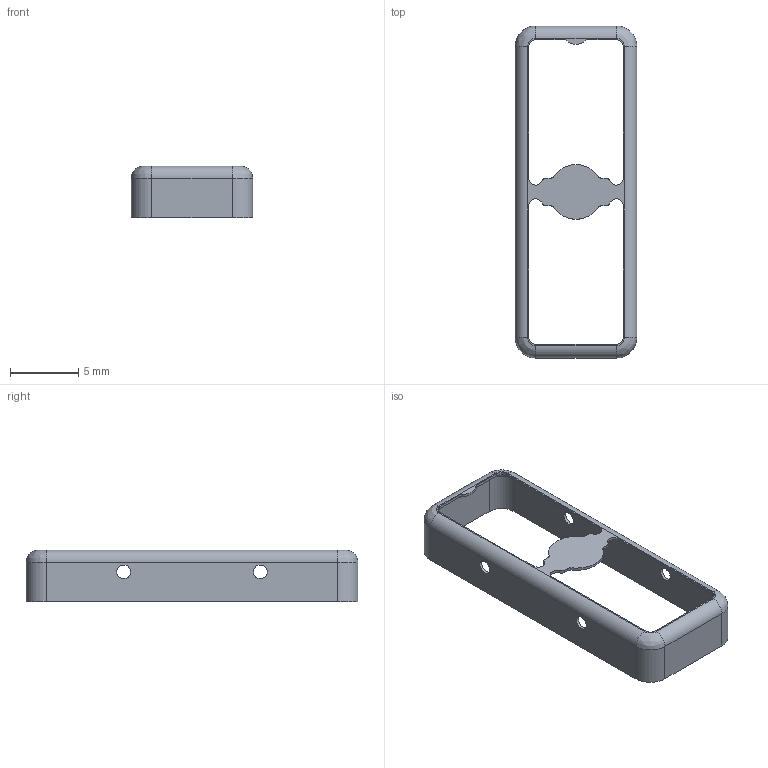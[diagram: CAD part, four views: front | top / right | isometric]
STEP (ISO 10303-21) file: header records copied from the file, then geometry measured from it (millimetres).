
FILE_DESCRIPTION(/* description */ (''),/* implementation_level */ '2;1');
FILE_NAME(/* name */ 'Masach MS243-10F.step',/* time_stamp */ '2022-11-24T13:56:24Z',/* author */ (''),/* organization */ (''),/* preprocessor_version */ 'ST-DEVELOPER v19.2',/* originating_system */ 'Autodesk Translation Framework v11.17.0.187',/* authorisation */ '');
FILE_SCHEMA (('AUTOMOTIVE_DESIGN { 1 0 10303 214 3 1 1 }'));
Length unit declared in the file: millimetre
Products named in the file (1): MS243-10F
Bounding box: 8.9 x 24.3 x 3.8 mm (x, y, z)
Volume: 56.1 mm3; surface area: 590.5 mm2
Topology: 1 solids, 1 shells, 78 faces, 196 edges, 120 vertices
Faces by surface type: cylinder 41, plane 29, bspline 8
Full cylindrical faces by diameter (mm): 1 x4
Entity records: 2430 total; most frequent: CARTESIAN_POINT 459, DIRECTION 428, ORIENTED_EDGE 392, EDGE_CURVE 196, AXIS2_PLACEMENT_3D 161, VERTEX_POINT 120, LINE 106, VECTOR 106
